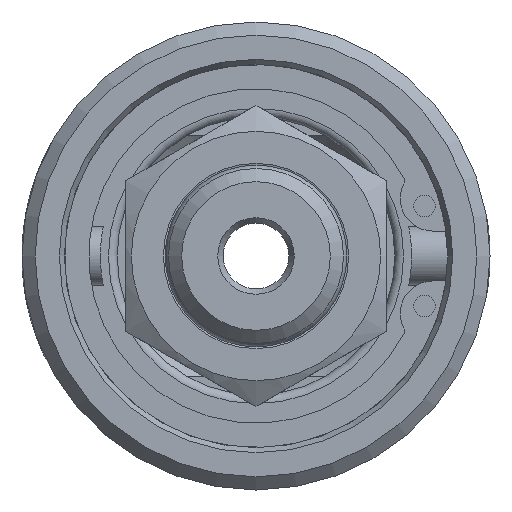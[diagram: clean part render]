
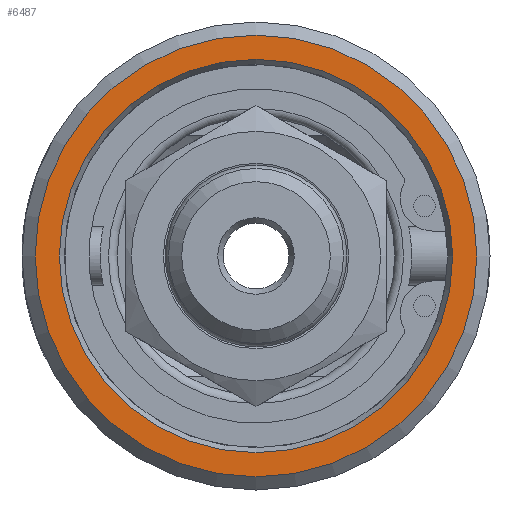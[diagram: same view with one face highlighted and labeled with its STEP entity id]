
A CAD part, left-side view. The second image highlights one B-rep face of the part: STEP entity #6487.
In plain terms, the highlighted planar face has unit normal (-1, 0, 0).
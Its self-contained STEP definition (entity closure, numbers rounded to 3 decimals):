
#1410=FACE_BOUND('',#1950,.T.);
#1456=PLANE('',#6904);
#1571=FACE_OUTER_BOUND('',#1949,.T.);
#1949=EDGE_LOOP('',(#4366));
#1950=EDGE_LOOP('',(#4367,#4368));
#2383=CIRCLE('',#6905,20.2);
#2384=CIRCLE('',#6906,17.987);
#2385=CIRCLE('',#6907,17.987);
#2647=VERTEX_POINT('',#8936);
#2648=VERTEX_POINT('',#8938);
#2649=VERTEX_POINT('',#8939);
#3339=EDGE_CURVE('',#2647,#2647,#2383,.T.);
#3340=EDGE_CURVE('',#2648,#2649,#2384,.T.);
#3341=EDGE_CURVE('',#2649,#2648,#2385,.T.);
#4366=ORIENTED_EDGE('',*,*,#3339,.F.);
#4367=ORIENTED_EDGE('',*,*,#3340,.T.);
#4368=ORIENTED_EDGE('',*,*,#3341,.T.);
#6487=ADVANCED_FACE('',(#1571,#1410),#1456,.T.);
#6904=AXIS2_PLACEMENT_3D('',#8935,#7429,#7430);
#6905=AXIS2_PLACEMENT_3D('',#8937,#7431,#7432);
#6906=AXIS2_PLACEMENT_3D('',#8940,#7433,#7434);
#6907=AXIS2_PLACEMENT_3D('',#8941,#7435,#7436);
#7429=DIRECTION('center_axis',(-1.,0.,0.));
#7430=DIRECTION('ref_axis',(0.,0.,1.));
#7431=DIRECTION('center_axis',(1.,0.,0.));
#7432=DIRECTION('ref_axis',(0.,-1.,0.));
#7433=DIRECTION('center_axis',(1.,0.,0.));
#7434=DIRECTION('ref_axis',(0.,1.,0.));
#7435=DIRECTION('center_axis',(1.,0.,0.));
#7436=DIRECTION('ref_axis',(0.,1.,0.));
#8935=CARTESIAN_POINT('Origin',(0.,10.7,0.));
#8936=CARTESIAN_POINT('',(0.,20.2,0.));
#8937=CARTESIAN_POINT('Origin',(0.,0.,0.));
#8938=CARTESIAN_POINT('',(0.,17.987,0.));
#8939=CARTESIAN_POINT('',(0.,-17.987,0.));
#8940=CARTESIAN_POINT('Origin',(0.,0.,0.));
#8941=CARTESIAN_POINT('Origin',(0.,0.,0.));
